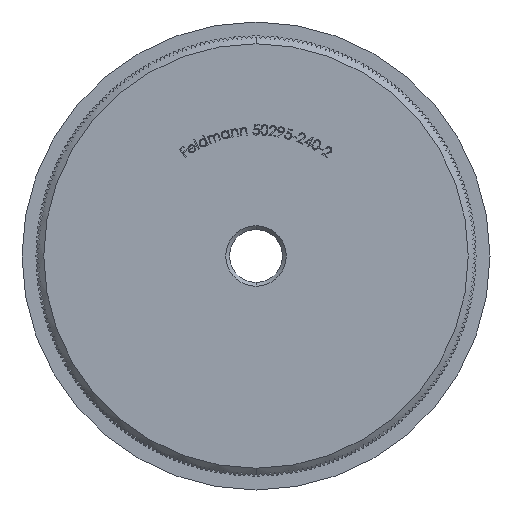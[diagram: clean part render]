
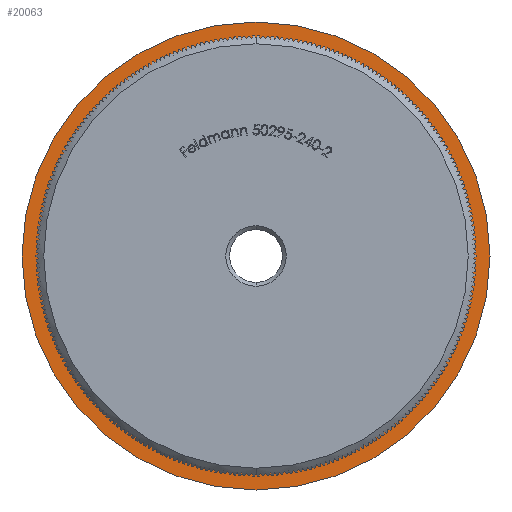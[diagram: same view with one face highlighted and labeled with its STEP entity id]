
A CAD part, front view. The second image highlights one B-rep face of the part: STEP entity #20063.
In plain terms, the highlighted planar face has unit normal (0, -1, 0).
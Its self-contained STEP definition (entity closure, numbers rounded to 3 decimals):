
#1731 = ORIENTED_EDGE ( 'NONE', *, *, #36964, .F. ) ;
#4893 = DIRECTION ( 'NONE',  ( 0., 0., -1. ) ) ;
#5771 = DIRECTION ( 'NONE',  ( 0., 0., -1. ) ) ;
#7091 = EDGE_LOOP ( 'NONE', ( #10604, #17700 ) ) ;
#7506 = CARTESIAN_POINT ( 'NONE',  ( 0., 8., 27.65 ) ) ;
#10574 = VERTEX_POINT ( 'NONE', #7506 ) ;
#10604 = ORIENTED_EDGE ( 'NONE', *, *, #36972, .T. ) ;
#11817 = PLANE ( 'NONE',  #32696 ) ;
#12393 = CIRCLE ( 'NONE', #42354, 30.15 ) ;
#12460 = VERTEX_POINT ( 'NONE', #18337 ) ;
#15558 = VERTEX_POINT ( 'NONE', #30140 ) ;
#16682 = EDGE_LOOP ( 'NONE', ( #41150, #1731 ) ) ;
#17496 = DIRECTION ( 'NONE',  ( 0., -1., 0. ) ) ;
#17700 = ORIENTED_EDGE ( 'NONE', *, *, #24585, .T. ) ;
#18337 = CARTESIAN_POINT ( 'NONE',  ( 0., 8., 30.15 ) ) ;
#18648 = CIRCLE ( 'NONE', #21191, 27.65 ) ;
#19204 = CIRCLE ( 'NONE', #19742, 30.15 ) ;
#19638 = DIRECTION ( 'NONE',  ( 0., -1., 0. ) ) ;
#19742 = AXIS2_PLACEMENT_3D ( 'NONE', #22964, #23102, #5771 ) ;
#20063 = ADVANCED_FACE ( 'NONE', ( #40414, #39332 ), #11817, .T. ) ;
#20297 = CARTESIAN_POINT ( 'NONE',  ( 0., 8., -27.65 ) ) ;
#21191 = AXIS2_PLACEMENT_3D ( 'NONE', #44657, #17496, #23997 ) ;
#22964 = CARTESIAN_POINT ( 'NONE',  ( 0., 8., 0. ) ) ;
#23102 = DIRECTION ( 'NONE',  ( 0., -1., 0. ) ) ;
#23552 = CARTESIAN_POINT ( 'NONE',  ( 0., 8., 0. ) ) ;
#23997 = DIRECTION ( 'NONE',  ( 0., 0., -1. ) ) ;
#24076 = VERTEX_POINT ( 'NONE', #20297 ) ;
#24585 = EDGE_CURVE ( 'NONE', #12460, #15558, #12393, .T. ) ;
#25536 = CARTESIAN_POINT ( 'NONE',  ( 27.65, 8., 0. ) ) ;
#28690 = CARTESIAN_POINT ( 'NONE',  ( 0., 8., 0. ) ) ;
#30140 = CARTESIAN_POINT ( 'NONE',  ( 0., 8., -30.15 ) ) ;
#32178 = DIRECTION ( 'NONE',  ( 0., -1., 0. ) ) ;
#32696 = AXIS2_PLACEMENT_3D ( 'NONE', #25536, #32178, #4893 ) ;
#33633 = AXIS2_PLACEMENT_3D ( 'NONE', #23552, #19638, #44061 ) ;
#35045 = DIRECTION ( 'NONE',  ( 0., 0., -1. ) ) ;
#36964 = EDGE_CURVE ( 'NONE', #10574, #24076, #42396, .T. ) ;
#36972 = EDGE_CURVE ( 'NONE', #15558, #12460, #19204, .T. ) ;
#37874 = EDGE_CURVE ( 'NONE', #24076, #10574, #18648, .T. ) ;
#38923 = DIRECTION ( 'NONE',  ( 0., -1., 0. ) ) ;
#39332 = FACE_BOUND ( 'NONE', #16682, .T. ) ;
#40414 = FACE_OUTER_BOUND ( 'NONE', #7091, .T. ) ;
#41150 = ORIENTED_EDGE ( 'NONE', *, *, #37874, .F. ) ;
#42354 = AXIS2_PLACEMENT_3D ( 'NONE', #28690, #38923, #35045 ) ;
#42396 = CIRCLE ( 'NONE', #33633, 27.65 ) ;
#44061 = DIRECTION ( 'NONE',  ( 0., 0., -1. ) ) ;
#44657 = CARTESIAN_POINT ( 'NONE',  ( 0., 8., 0. ) ) ;
